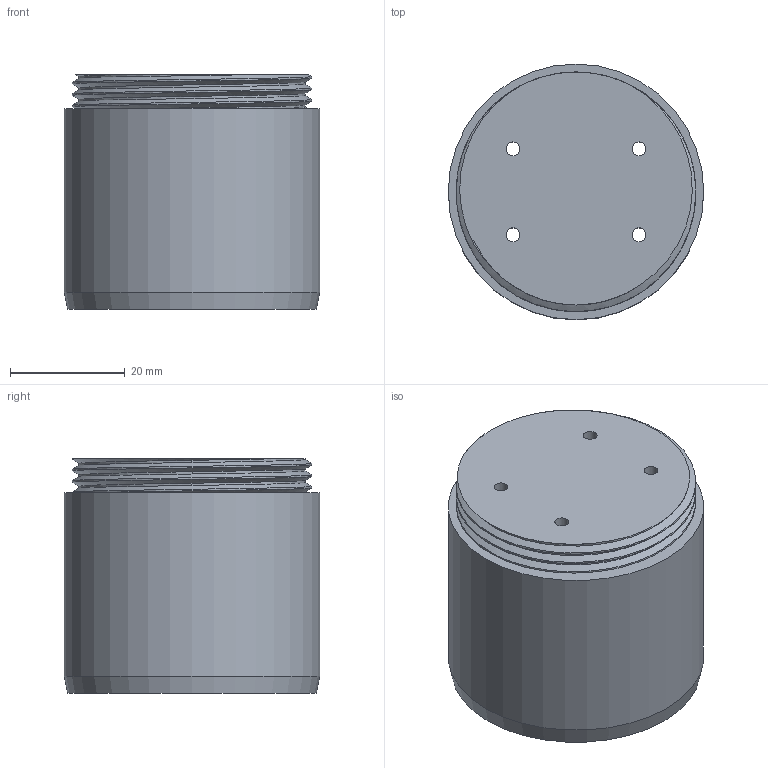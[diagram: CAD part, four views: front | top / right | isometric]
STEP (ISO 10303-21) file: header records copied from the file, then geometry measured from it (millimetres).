
FILE_DESCRIPTION(/* description */ (''),/* implementation_level */ '2;1');
FILE_NAME(/* name */ 'Payload Section Base v65.step',/* time_stamp */ '2024-01-26T10:47:28+08:00',/* author */ (''),/* organization */ (''),/* preprocessor_version */ 'ST-DEVELOPER v20',/* originating_system */ 'Autodesk Translation Framework v12.14.0.127',/* authorisation */ '');
FILE_SCHEMA (('AUTOMOTIVE_DESIGN { 1 0 10303 214 3 1 1 }'));
Length unit declared in the file: millimetre
Products named in the file (1): Payload Section Base
Bounding box: 44.6 x 44.6 x 41 mm (x, y, z)
Volume: 59326.3 mm3; surface area: 11589 mm2
Topology: 1 solids, 1 shells, 40 faces, 95 edges, 59 vertices
Faces by surface type: cylinder 21, cone 11, plane 5, bspline 2, torus 1
Full cylindrical faces by diameter (mm): 2.4 x4, 4.4 x4, 7 x2, 39.529 x2, 41.822 x2, 44.6 x1
Entity records: 2419 total; most frequent: CARTESIAN_POINT 1449, DIRECTION 196, ORIENTED_EDGE 190, EDGE_CURVE 95, AXIS2_PLACEMENT_3D 82, VERTEX_POINT 59, EDGE_LOOP 52, CIRCLE 42
